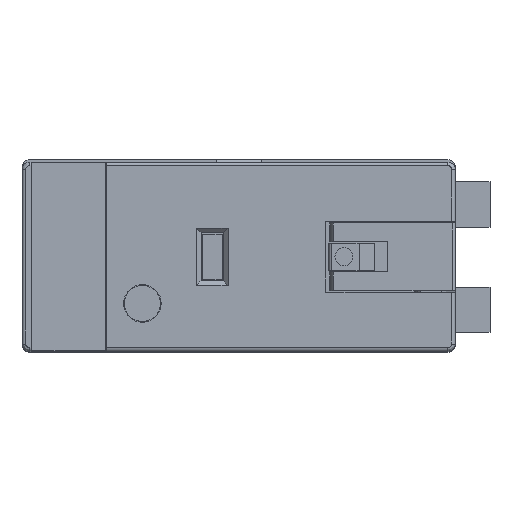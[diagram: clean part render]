
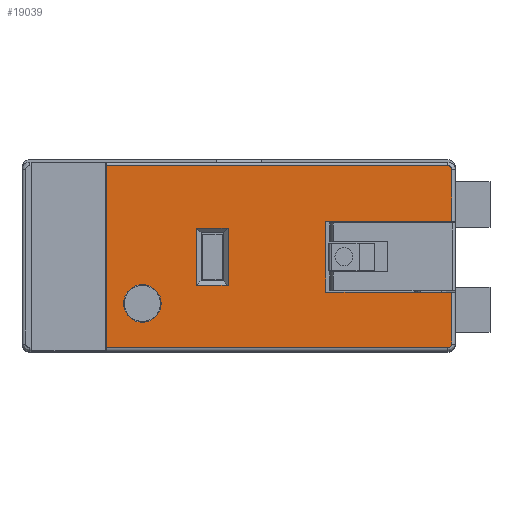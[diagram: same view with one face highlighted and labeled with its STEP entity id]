
A CAD part, top view. The second image highlights one B-rep face of the part: STEP entity #19039.
In plain terms, the highlighted planar face has unit normal (0, 0, 1).
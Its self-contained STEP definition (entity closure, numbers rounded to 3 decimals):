
#77 = AXIS2_PLACEMENT_3D ( 'NONE', #9339, #13040, #19883 ) ;
#276 = CARTESIAN_POINT ( 'NONE',  ( -15.7, -8.2, 69.7 ) ) ;
#335 = DIRECTION ( 'NONE',  ( 0., -1., 0. ) ) ;
#456 = VERTEX_POINT ( 'NONE', #20355 ) ;
#810 = LINE ( 'NONE', #7999, #10099 ) ;
#846 = DIRECTION ( 'NONE',  ( 0., 1., 0. ) ) ;
#958 = CARTESIAN_POINT ( 'NONE',  ( -23.8, 0., 69.7 ) ) ;
#1130 = AXIS2_PLACEMENT_3D ( 'NONE', #9273, #9717, #2415 ) ;
#1161 = ORIENTED_EDGE ( 'NONE', *, *, #13460, .T. ) ;
#1211 = LINE ( 'NONE', #6277, #12182 ) ;
#1288 = ORIENTED_EDGE ( 'NONE', *, *, #7146, .T. ) ;
#1336 = VERTEX_POINT ( 'NONE', #18815 ) ;
#2098 = CARTESIAN_POINT ( 'NONE',  ( -1.1, -12.35, 69.7 ) ) ;
#2209 = DIRECTION ( 'NONE',  ( 1., 0., 0. ) ) ;
#2267 = VERTEX_POINT ( 'NONE', #6993 ) ;
#2389 = ORIENTED_EDGE ( 'NONE', *, *, #4497, .F. ) ;
#2415 = DIRECTION ( 'NONE',  ( 1., 0., 0. ) ) ;
#2580 = VERTEX_POINT ( 'NONE', #15159 ) ;
#2663 = LINE ( 'NONE', #13106, #8257 ) ;
#2746 = ORIENTED_EDGE ( 'NONE', *, *, #15484, .T. ) ;
#2762 = DIRECTION ( 'NONE',  ( 0., 1., 0. ) ) ;
#2776 = EDGE_CURVE ( 'NONE', #1336, #8981, #2663, .T. ) ;
#2922 = DIRECTION ( 'NONE',  ( 0., 1., 0. ) ) ;
#2937 = ORIENTED_EDGE ( 'NONE', *, *, #16411, .T. ) ;
#2988 = LINE ( 'NONE', #14894, #3769 ) ;
#3269 = VECTOR ( 'NONE', #846, 1000. ) ;
#3769 = VECTOR ( 'NONE', #14999, 1000. ) ;
#3992 = CARTESIAN_POINT ( 'NONE',  ( -0.85, -8.65, 69.7 ) ) ;
#4444 = CARTESIAN_POINT ( 'NONE',  ( -23.8, -0.25, 69.7 ) ) ;
#4452 = LINE ( 'NONE', #14886, #5580 ) ;
#4479 = EDGE_CURVE ( 'NONE', #5428, #6157, #14848, .T. ) ;
#4497 = EDGE_CURVE ( 'NONE', #6157, #11205, #810, .T. ) ;
#4520 = VERTEX_POINT ( 'NONE', #21477 ) ;
#4589 = VERTEX_POINT ( 'NONE', #20120 ) ;
#4620 = DIRECTION ( 'NONE',  ( 0., -1., 0. ) ) ;
#5046 = CARTESIAN_POINT ( 'NONE',  ( -0.85, -0.5, 69.7 ) ) ;
#5428 = VERTEX_POINT ( 'NONE', #19503 ) ;
#5503 = CIRCLE ( 'NONE', #18061, 0.25 ) ;
#5580 = VECTOR ( 'NONE', #2762, 1000. ) ;
#5591 = EDGE_CURVE ( 'NONE', #19972, #13415, #2988, .T. ) ;
#5825 = EDGE_LOOP ( 'NONE', ( #7449, #14280 ) ) ;
#6157 = VERTEX_POINT ( 'NONE', #12534 ) ;
#6277 = CARTESIAN_POINT ( 'NONE',  ( -17.5, -8.2, 69.7 ) ) ;
#6303 = EDGE_CURVE ( 'NONE', #2580, #11205, #4452, .T. ) ;
#6415 = EDGE_CURVE ( 'NONE', #2267, #456, #19942, .T. ) ;
#6443 = CARTESIAN_POINT ( 'NONE',  ( -1.1, -12.1, 69.7 ) ) ;
#6787 = CARTESIAN_POINT ( 'NONE',  ( -21.4, -9.4, 69.7 ) ) ;
#6900 = EDGE_CURVE ( 'NONE', #21867, #5428, #18186, .T. ) ;
#6910 = EDGE_CURVE ( 'NONE', #8402, #1336, #7985, .T. ) ;
#6934 = EDGE_CURVE ( 'NONE', #456, #2267, #16237, .T. ) ;
#6993 = CARTESIAN_POINT ( 'NONE',  ( -22.65, -9.4, 69.7 ) ) ;
#7146 = EDGE_CURVE ( 'NONE', #21867, #8402, #13366, .T. ) ;
#7281 = VECTOR ( 'NONE', #335, 1000. ) ;
#7449 = ORIENTED_EDGE ( 'NONE', *, *, #6934, .F. ) ;
#7657 = VECTOR ( 'NONE', #2209, 1000. ) ;
#7849 = CARTESIAN_POINT ( 'NONE',  ( -15.7, -4.4, 69.7 ) ) ;
#7985 = CIRCLE ( 'NONE', #14089, 0.25 ) ;
#7999 = CARTESIAN_POINT ( 'NONE',  ( 0.164, -8.65, 69.7 ) ) ;
#8248 = DIRECTION ( 'NONE',  ( 0., 0., 1. ) ) ;
#8257 = VECTOR ( 'NONE', #9628, 1000. ) ;
#8381 = CARTESIAN_POINT ( 'NONE',  ( -1.1, -12.35, 69.7 ) ) ;
#8402 = VERTEX_POINT ( 'NONE', #16254 ) ;
#8521 = CARTESIAN_POINT ( 'NONE',  ( -17.8, -4.7, 69.7 ) ) ;
#8684 = EDGE_LOOP ( 'NONE', ( #2746, #12982, #2389, #19360, #16732, #1288, #21996, #9732, #18839, #2937 ) ) ;
#8981 = VERTEX_POINT ( 'NONE', #4444 ) ;
#9268 = ORIENTED_EDGE ( 'NONE', *, *, #5591, .T. ) ;
#9273 = CARTESIAN_POINT ( 'NONE',  ( -15., -6.3, 69.7 ) ) ;
#9292 = DIRECTION ( 'NONE',  ( 1., 0., 0. ) ) ;
#9339 = CARTESIAN_POINT ( 'NONE',  ( -21.4, -9.4, 69.7 ) ) ;
#9611 = PLANE ( 'NONE',  #1130 ) ;
#9628 = DIRECTION ( 'NONE',  ( -1., 0., 0. ) ) ;
#9717 = DIRECTION ( 'NONE',  ( 0., 0., 1. ) ) ;
#9732 = ORIENTED_EDGE ( 'NONE', *, *, #2776, .T. ) ;
#9832 = CARTESIAN_POINT ( 'NONE',  ( -17.8, -4.4, 69.7 ) ) ;
#10099 = VECTOR ( 'NONE', #11372, 1000. ) ;
#11205 = VERTEX_POINT ( 'NONE', #3992 ) ;
#11372 = DIRECTION ( 'NONE',  ( 1., 0., 0. ) ) ;
#11438 = DIRECTION ( 'NONE',  ( -1., 0., 0. ) ) ;
#11549 = VECTOR ( 'NONE', #4620, 1000. ) ;
#11828 = VECTOR ( 'NONE', #15369, 1000. ) ;
#12039 = CARTESIAN_POINT ( 'NONE',  ( -15.7, -7.9, 69.7 ) ) ;
#12166 = ORIENTED_EDGE ( 'NONE', *, *, #21510, .T. ) ;
#12182 = VECTOR ( 'NONE', #11438, 1000. ) ;
#12534 = CARTESIAN_POINT ( 'NONE',  ( -9.2, -8.65, 69.7 ) ) ;
#12588 = CARTESIAN_POINT ( 'NONE',  ( 0.164, -3.95, 69.7 ) ) ;
#12978 = FACE_OUTER_BOUND ( 'NONE', #8684, .T. ) ;
#12982 = ORIENTED_EDGE ( 'NONE', *, *, #6303, .T. ) ;
#13040 = DIRECTION ( 'NONE',  ( 0., 0., 1. ) ) ;
#13106 = CARTESIAN_POINT ( 'NONE',  ( -23.8, -0.25, 69.7 ) ) ;
#13366 = LINE ( 'NONE', #5046, #21273 ) ;
#13415 = VERTEX_POINT ( 'NONE', #7849 ) ;
#13460 = EDGE_CURVE ( 'NONE', #16709, #4520, #1211, .T. ) ;
#14089 = AXIS2_PLACEMENT_3D ( 'NONE', #14829, #21569, #19768 ) ;
#14099 = EDGE_CURVE ( 'NONE', #4520, #19972, #17057, .T. ) ;
#14280 = ORIENTED_EDGE ( 'NONE', *, *, #6415, .F. ) ;
#14384 = DIRECTION ( 'NONE',  ( -1., 0., 0. ) ) ;
#14447 = VECTOR ( 'NONE', #14384, 1000. ) ;
#14829 = CARTESIAN_POINT ( 'NONE',  ( -1.1, -0.5, 69.7 ) ) ;
#14848 = LINE ( 'NONE', #19565, #11549 ) ;
#14886 = CARTESIAN_POINT ( 'NONE',  ( -0.85, -8.65, 69.7 ) ) ;
#14894 = CARTESIAN_POINT ( 'NONE',  ( -16., -4.4, 69.7 ) ) ;
#14999 = DIRECTION ( 'NONE',  ( 1., 0., 0. ) ) ;
#15159 = CARTESIAN_POINT ( 'NONE',  ( -0.85, -12.1, 69.7 ) ) ;
#15369 = DIRECTION ( 'NONE',  ( 0., 1., 0. ) ) ;
#15430 = DIRECTION ( 'NONE',  ( 1., 0., 0. ) ) ;
#15484 = EDGE_CURVE ( 'NONE', #17827, #2580, #5503, .T. ) ;
#15951 = LINE ( 'NONE', #12039, #7281 ) ;
#16225 = FACE_BOUND ( 'NONE', #5825, .T. ) ;
#16237 = CIRCLE ( 'NONE', #77, 1.25 ) ;
#16254 = CARTESIAN_POINT ( 'NONE',  ( -0.85, -0.5, 69.7 ) ) ;
#16411 = EDGE_CURVE ( 'NONE', #4589, #17827, #21075, .T. ) ;
#16448 = FACE_BOUND ( 'NONE', #16610, .T. ) ;
#16584 = CARTESIAN_POINT ( 'NONE',  ( -0.85, -3.95, 69.7 ) ) ;
#16610 = EDGE_LOOP ( 'NONE', ( #1161, #17406, #9268, #12166 ) ) ;
#16709 = VERTEX_POINT ( 'NONE', #276 ) ;
#16732 = ORIENTED_EDGE ( 'NONE', *, *, #6900, .F. ) ;
#17057 = LINE ( 'NONE', #8521, #11828 ) ;
#17406 = ORIENTED_EDGE ( 'NONE', *, *, #14099, .T. ) ;
#17827 = VERTEX_POINT ( 'NONE', #8381 ) ;
#18061 = AXIS2_PLACEMENT_3D ( 'NONE', #6443, #18331, #9292 ) ;
#18186 = LINE ( 'NONE', #12588, #14447 ) ;
#18331 = DIRECTION ( 'NONE',  ( 0., 0., 1. ) ) ;
#18815 = CARTESIAN_POINT ( 'NONE',  ( -1.1, -0.25, 69.7 ) ) ;
#18839 = ORIENTED_EDGE ( 'NONE', *, *, #19051, .F. ) ;
#19039 = ADVANCED_FACE ( 'NONE', ( #16448, #12978, #16225 ), #9611, .T. ) ;
#19051 = EDGE_CURVE ( 'NONE', #4589, #8981, #19816, .T. ) ;
#19360 = ORIENTED_EDGE ( 'NONE', *, *, #4479, .F. ) ;
#19503 = CARTESIAN_POINT ( 'NONE',  ( -9.2, -3.95, 69.7 ) ) ;
#19565 = CARTESIAN_POINT ( 'NONE',  ( -9.2, -3.95, 69.7 ) ) ;
#19768 = DIRECTION ( 'NONE',  ( 1., 0., 0. ) ) ;
#19816 = LINE ( 'NONE', #958, #3269 ) ;
#19883 = DIRECTION ( 'NONE',  ( 1., 0., 0. ) ) ;
#19942 = CIRCLE ( 'NONE', #20288, 1.25 ) ;
#19972 = VERTEX_POINT ( 'NONE', #9832 ) ;
#20120 = CARTESIAN_POINT ( 'NONE',  ( -23.8, -12.35, 69.7 ) ) ;
#20288 = AXIS2_PLACEMENT_3D ( 'NONE', #6787, #8248, #15430 ) ;
#20355 = CARTESIAN_POINT ( 'NONE',  ( -20.15, -9.4, 69.7 ) ) ;
#21075 = LINE ( 'NONE', #2098, #7657 ) ;
#21273 = VECTOR ( 'NONE', #2922, 1000. ) ;
#21477 = CARTESIAN_POINT ( 'NONE',  ( -17.8, -8.2, 69.7 ) ) ;
#21510 = EDGE_CURVE ( 'NONE', #13415, #16709, #15951, .T. ) ;
#21569 = DIRECTION ( 'NONE',  ( 0., 0., 1. ) ) ;
#21867 = VERTEX_POINT ( 'NONE', #16584 ) ;
#21996 = ORIENTED_EDGE ( 'NONE', *, *, #6910, .T. ) ;
